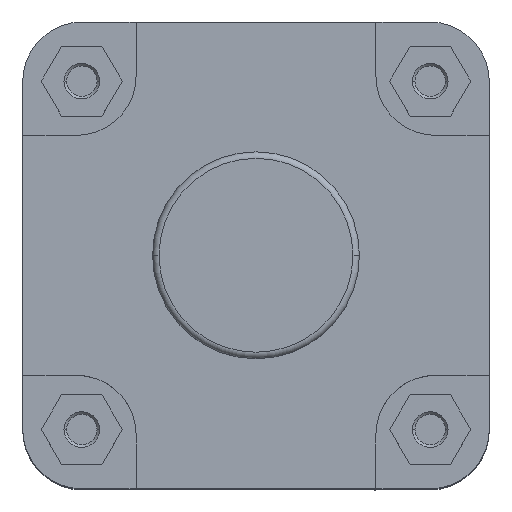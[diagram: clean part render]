
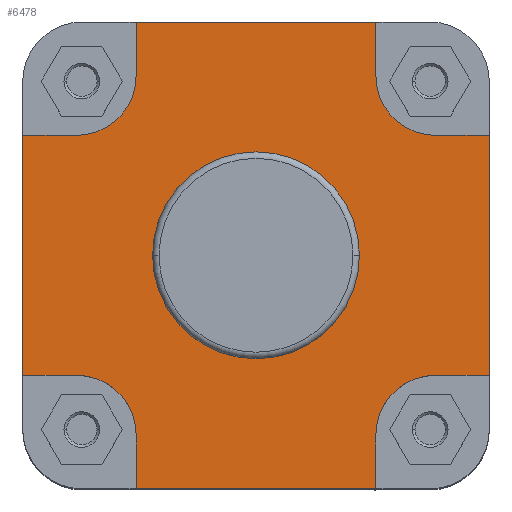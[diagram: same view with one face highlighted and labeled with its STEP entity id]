
A CAD part, top view. The second image highlights one B-rep face of the part: STEP entity #6478.
In plain terms, the highlighted planar face has unit normal (0, 0, 1).
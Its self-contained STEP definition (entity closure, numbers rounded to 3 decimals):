
#99 = CARTESIAN_POINT ( 'NONE',  ( -46.25, -69.25, -10. ) ) ;
#106 = CARTESIAN_POINT ( 'NONE',  ( -46.25, -90., -10. ) ) ;
#151 = CARTESIAN_POINT ( 'NONE',  ( -90., 46.25, -10. ) ) ;
#179 = CARTESIAN_POINT ( 'NONE',  ( -39.9, 0., -10. ) ) ;
#228 = CARTESIAN_POINT ( 'NONE',  ( 39.9, 0., -10. ) ) ;
#241 = CARTESIAN_POINT ( 'NONE',  ( -69.25, 46.25, -10. ) ) ;
#245 = CARTESIAN_POINT ( 'NONE',  ( 46.25, -69.25, -10. ) ) ;
#248 = CARTESIAN_POINT ( 'NONE',  ( 90., 46.25, -10. ) ) ;
#252 = CARTESIAN_POINT ( 'NONE',  ( -46.25, 69.25, -10. ) ) ;
#255 = CARTESIAN_POINT ( 'NONE',  ( 69.25, -46.25, -10. ) ) ;
#259 = CARTESIAN_POINT ( 'NONE',  ( 90., -46.25, -10. ) ) ;
#266 = CARTESIAN_POINT ( 'NONE',  ( -46.25, 90., -10. ) ) ;
#270 = CARTESIAN_POINT ( 'NONE',  ( 46.25, 90., -10. ) ) ;
#275 = CARTESIAN_POINT ( 'NONE',  ( 46.25, 69.25, -10. ) ) ;
#277 = CARTESIAN_POINT ( 'NONE',  ( 69.25, 46.25, -10. ) ) ;
#415 = VERTEX_POINT ( 'NONE', #277 ) ;
#416 = VERTEX_POINT ( 'NONE', #275 ) ;
#417 = VERTEX_POINT ( 'NONE', #270 ) ;
#418 = VERTEX_POINT ( 'NONE', #266 ) ;
#420 = VERTEX_POINT ( 'NONE', #259 ) ;
#421 = VERTEX_POINT ( 'NONE', #255 ) ;
#422 = VERTEX_POINT ( 'NONE', #252 ) ;
#423 = VERTEX_POINT ( 'NONE', #248 ) ;
#424 = VERTEX_POINT ( 'NONE', #245 ) ;
#425 = VERTEX_POINT ( 'NONE', #241 ) ;
#492 = VERTEX_POINT ( 'NONE', #228 ) ;
#531 = VERTEX_POINT ( 'NONE', #179 ) ;
#558 = VERTEX_POINT ( 'NONE', #151 ) ;
#598 = VERTEX_POINT ( 'NONE', #106 ) ;
#602 = VERTEX_POINT ( 'NONE', #99 ) ;
#687 = VERTEX_POINT ( 'NONE', #4574 ) ;
#842 = AXIS2_PLACEMENT_3D ( 'NONE', #4970, #4972, #4973 ) ;
#866 = AXIS2_PLACEMENT_3D ( 'NONE', #5148, #5149, #5150 ) ;
#867 = AXIS2_PLACEMENT_3D ( 'NONE', #5155, #5156, #5157 ) ;
#868 = AXIS2_PLACEMENT_3D ( 'NONE', #5142, #5143, #5144 ) ;
#871 = AXIS2_PLACEMENT_3D ( 'NONE', #5164, #5165, #5166 ) ;
#872 = AXIS2_PLACEMENT_3D ( 'NONE', #5173, #5174, #5175 ) ;
#1072 = AXIS2_PLACEMENT_3D ( 'NONE', #2453, #2455, #2456 ) ;
#1594 = FACE_BOUND ( 'NONE', #6168, .T. ) ;
#1597 = FACE_OUTER_BOUND ( 'NONE', #6169, .T. ) ;
#2453 = CARTESIAN_POINT ( 'NONE',  ( 0., 39.9, -10. ) ) ;
#2454 = PLANE ( 'NONE',  #1072 ) ;
#2455 = DIRECTION ( 'NONE',  ( 0., 0., -1. ) ) ;
#2456 = DIRECTION ( 'NONE',  ( -1., 0., 0. ) ) ;
#3323 = VERTEX_POINT ( 'NONE', #4772 ) ;
#3670 = ORIENTED_EDGE ( 'NONE', *, *, #5884, .F. ) ;
#3671 = ORIENTED_EDGE ( 'NONE', *, *, #5883, .F. ) ;
#3672 = ORIENTED_EDGE ( 'NONE', *, *, #5882, .F. ) ;
#3673 = ORIENTED_EDGE ( 'NONE', *, *, #5881, .F. ) ;
#3674 = ORIENTED_EDGE ( 'NONE', *, *, #5880, .F. ) ;
#3675 = ORIENTED_EDGE ( 'NONE', *, *, #5879, .F. ) ;
#3676 = ORIENTED_EDGE ( 'NONE', *, *, #5878, .F. ) ;
#3677 = ORIENTED_EDGE ( 'NONE', *, *, #5877, .F. ) ;
#3678 = ORIENTED_EDGE ( 'NONE', *, *, #5876, .F. ) ;
#3679 = ORIENTED_EDGE ( 'NONE', *, *, #5875, .F. ) ;
#3680 = ORIENTED_EDGE ( 'NONE', *, *, #5874, .F. ) ;
#3681 = ORIENTED_EDGE ( 'NONE', *, *, #5873, .T. ) ;
#3682 = ORIENTED_EDGE ( 'NONE', *, *, #5869, .F. ) ;
#3686 = ORIENTED_EDGE ( 'NONE', *, *, #5872, .F. ) ;
#3687 = ORIENTED_EDGE ( 'NONE', *, *, #5868, .F. ) ;
#3688 = ORIENTED_EDGE ( 'NONE', *, *, #5871, .T. ) ;
#3689 = ORIENTED_EDGE ( 'NONE', *, *, #5870, .F. ) ;
#3690 = ORIENTED_EDGE ( 'NONE', *, *, #5796, .F. ) ;
#4165 = CIRCLE ( 'NONE', #842, 39.9 ) ;
#4279 = LINE ( 'NONE', #5139, #4280 ) ;
#4280 = VECTOR ( 'NONE', #5140, 1000. ) ;
#4282 = VECTOR ( 'NONE', #5147, 1000. ) ;
#4283 = LINE ( 'NONE', #5133, #4285 ) ;
#4285 = VECTOR ( 'NONE', #5141, 1000. ) ;
#4286 = LINE ( 'NONE', #5146, #4282 ) ;
#4287 = VECTOR ( 'NONE', #5151, 1000. ) ;
#4288 = VECTOR ( 'NONE', #5159, 1000. ) ;
#4289 = CIRCLE ( 'NONE', #868, 39.9 ) ;
#4291 = LINE ( 'NONE', #5145, #4287 ) ;
#4292 = CIRCLE ( 'NONE', #866, 23. ) ;
#4293 = LINE ( 'NONE', #5153, #4294 ) ;
#4294 = VECTOR ( 'NONE', #5154, 1000. ) ;
#4295 = LINE ( 'NONE', #5158, #4298 ) ;
#4296 = LINE ( 'NONE', #5152, #4288 ) ;
#4297 = CIRCLE ( 'NONE', #867, 23. ) ;
#4298 = VECTOR ( 'NONE', #5160, 1000. ) ;
#4299 = VECTOR ( 'NONE', #5168, 1000. ) ;
#4300 = LINE ( 'NONE', #5162, #4301 ) ;
#4301 = VECTOR ( 'NONE', #5163, 1000. ) ;
#4302 = LINE ( 'NONE', #5167, #4305 ) ;
#4303 = LINE ( 'NONE', #5161, #4299 ) ;
#4304 = CIRCLE ( 'NONE', #871, 23. ) ;
#4305 = VECTOR ( 'NONE', #5169, 1000. ) ;
#4306 = VECTOR ( 'NONE', #5178, 1000. ) ;
#4307 = LINE ( 'NONE', #5171, #4308 ) ;
#4308 = VECTOR ( 'NONE', #5172, 1000. ) ;
#4311 = LINE ( 'NONE', #5170, #4306 ) ;
#4312 = CIRCLE ( 'NONE', #872, 23. ) ;
#4574 = CARTESIAN_POINT ( 'NONE',  ( 46.25, -90., -10. ) ) ;
#4772 = CARTESIAN_POINT ( 'NONE',  ( -90., -46.25, -10. ) ) ;
#4789 = CARTESIAN_POINT ( 'NONE',  ( -69.25, -46.25, -10. ) ) ;
#4970 = CARTESIAN_POINT ( 'NONE',  ( 0., 0., -10. ) ) ;
#4972 = DIRECTION ( 'NONE',  ( 0., 0., 1. ) ) ;
#4973 = DIRECTION ( 'NONE',  ( 1., 0., 0. ) ) ;
#5133 = CARTESIAN_POINT ( 'NONE',  ( -46.25, -69.25, -10. ) ) ;
#5139 = CARTESIAN_POINT ( 'NONE',  ( -90., -46.25, -10. ) ) ;
#5140 = DIRECTION ( 'NONE',  ( -1., 0., 0. ) ) ;
#5141 = DIRECTION ( 'NONE',  ( 0., 1., 0. ) ) ;
#5142 = CARTESIAN_POINT ( 'NONE',  ( 0., 0., -10. ) ) ;
#5143 = DIRECTION ( 'NONE',  ( 0., 0., 1. ) ) ;
#5144 = DIRECTION ( 'NONE',  ( 1., 0., 0. ) ) ;
#5145 = CARTESIAN_POINT ( 'NONE',  ( 0., -90., -10. ) ) ;
#5146 = CARTESIAN_POINT ( 'NONE',  ( -90., -198.141, -10. ) ) ;
#5147 = DIRECTION ( 'NONE',  ( 0., -1., 0. ) ) ;
#5148 = CARTESIAN_POINT ( 'NONE',  ( -69.25, -69.25, -10. ) ) ;
#5149 = DIRECTION ( 'NONE',  ( 0., 0., 1. ) ) ;
#5150 = DIRECTION ( 'NONE',  ( -1., 0., 0. ) ) ;
#5151 = DIRECTION ( 'NONE',  ( 1., 0., 0. ) ) ;
#5152 = CARTESIAN_POINT ( 'NONE',  ( 69.25, -46.25, -10. ) ) ;
#5153 = CARTESIAN_POINT ( 'NONE',  ( 46.25, -90., -10. ) ) ;
#5154 = DIRECTION ( 'NONE',  ( 0., -1., 0. ) ) ;
#5155 = CARTESIAN_POINT ( 'NONE',  ( 69.25, -69.25, -10. ) ) ;
#5156 = DIRECTION ( 'NONE',  ( 0., 0., 1. ) ) ;
#5157 = DIRECTION ( 'NONE',  ( -1., 0., 0. ) ) ;
#5158 = CARTESIAN_POINT ( 'NONE',  ( 90., -198.141, -10. ) ) ;
#5159 = DIRECTION ( 'NONE',  ( -1., 0., 0. ) ) ;
#5160 = DIRECTION ( 'NONE',  ( 0., -1., 0. ) ) ;
#5161 = CARTESIAN_POINT ( 'NONE',  ( 46.25, 69.25, -10. ) ) ;
#5162 = CARTESIAN_POINT ( 'NONE',  ( 90., 46.25, -10. ) ) ;
#5163 = DIRECTION ( 'NONE',  ( 1., 0., 0. ) ) ;
#5164 = CARTESIAN_POINT ( 'NONE',  ( 69.25, 69.25, -10. ) ) ;
#5165 = DIRECTION ( 'NONE',  ( 0., 0., 1. ) ) ;
#5166 = DIRECTION ( 'NONE',  ( -1., 0., 0. ) ) ;
#5167 = CARTESIAN_POINT ( 'NONE',  ( 0., 90., -10. ) ) ;
#5168 = DIRECTION ( 'NONE',  ( 0., -1., 0. ) ) ;
#5169 = DIRECTION ( 'NONE',  ( 1., 0., 0. ) ) ;
#5170 = CARTESIAN_POINT ( 'NONE',  ( -69.25, 46.25, -10. ) ) ;
#5171 = CARTESIAN_POINT ( 'NONE',  ( -46.25, 90., -10. ) ) ;
#5172 = DIRECTION ( 'NONE',  ( 0., 1., 0. ) ) ;
#5173 = CARTESIAN_POINT ( 'NONE',  ( -69.25, 69.25, -10. ) ) ;
#5174 = DIRECTION ( 'NONE',  ( 0., 0., 1. ) ) ;
#5175 = DIRECTION ( 'NONE',  ( -1., 0., 0. ) ) ;
#5178 = DIRECTION ( 'NONE',  ( 1., 0., 0. ) ) ;
#5219 = VERTEX_POINT ( 'NONE', #4789 ) ;
#5796 = EDGE_CURVE ( 'NONE', #492, #531, #4165, .T. ) ;
#5868 = EDGE_CURVE ( 'NONE', #5219, #3323, #4279, .T. ) ;
#5869 = EDGE_CURVE ( 'NONE', #598, #602, #4283, .T. ) ;
#5870 = EDGE_CURVE ( 'NONE', #531, #492, #4289, .T. ) ;
#5871 = EDGE_CURVE ( 'NONE', #558, #3323, #4286, .T. ) ;
#5872 = EDGE_CURVE ( 'NONE', #602, #5219, #4292, .T. ) ;
#5873 = EDGE_CURVE ( 'NONE', #598, #687, #4291, .T. ) ;
#5874 = EDGE_CURVE ( 'NONE', #424, #687, #4293, .T. ) ;
#5875 = EDGE_CURVE ( 'NONE', #421, #424, #4297, .T. ) ;
#5876 = EDGE_CURVE ( 'NONE', #420, #421, #4296, .T. ) ;
#5877 = EDGE_CURVE ( 'NONE', #423, #420, #4295, .T. ) ;
#5878 = EDGE_CURVE ( 'NONE', #415, #423, #4300, .T. ) ;
#5879 = EDGE_CURVE ( 'NONE', #416, #415, #4304, .T. ) ;
#5880 = EDGE_CURVE ( 'NONE', #417, #416, #4303, .T. ) ;
#5881 = EDGE_CURVE ( 'NONE', #418, #417, #4302, .T. ) ;
#5882 = EDGE_CURVE ( 'NONE', #422, #418, #4307, .T. ) ;
#5883 = EDGE_CURVE ( 'NONE', #425, #422, #4312, .T. ) ;
#5884 = EDGE_CURVE ( 'NONE', #558, #425, #4311, .T. ) ;
#6168 = EDGE_LOOP ( 'NONE', ( #3690, #3689 ) ) ;
#6169 = EDGE_LOOP ( 'NONE', ( #3688, #3687, #3686, #3682, #3681, #3680, #3679, #3678, #3677, #3676, #3675, #3674, #3673, #3672, #3671, #3670 ) ) ;
#6478 = ADVANCED_FACE ( 'NONE', ( #1594, #1597 ), #2454, .F. ) ;
